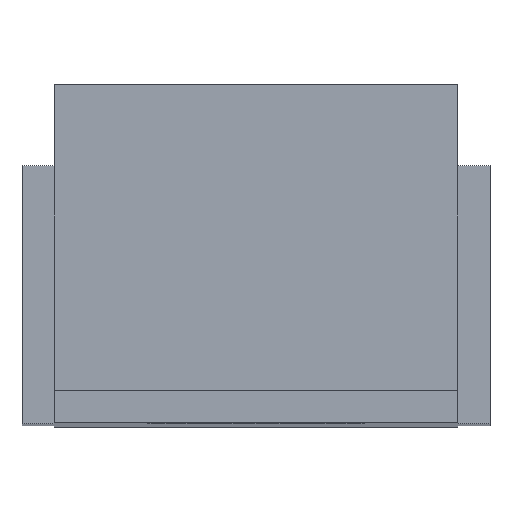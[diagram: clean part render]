
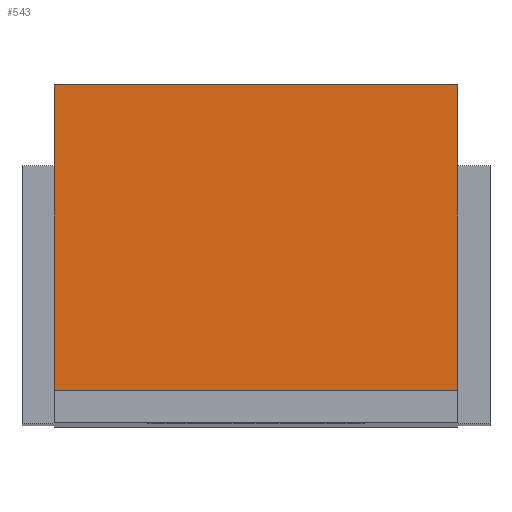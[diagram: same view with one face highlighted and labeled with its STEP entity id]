
A CAD part, top view. The second image highlights one B-rep face of the part: STEP entity #543.
In plain terms, the highlighted planar face has unit normal (0, 0, 1).
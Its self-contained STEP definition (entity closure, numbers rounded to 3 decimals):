
#55 = CARTESIAN_POINT ( 'NONE',  ( -2.5, 4.2, 7.7 ) ) ;
#69 = VERTEX_POINT ( 'NONE', #442 ) ;
#139 = DIRECTION ( 'NONE',  ( 0., -1., 0. ) ) ;
#199 = CARTESIAN_POINT ( 'NONE',  ( -2.5, 8.225, 7.7 ) ) ;
#203 = DIRECTION ( 'NONE',  ( 0., 0., -1. ) ) ;
#360 = AXIS2_PLACEMENT_3D ( 'NONE', #199, #203, #610 ) ;
#372 = LINE ( 'NONE', #1275, #1230 ) ;
#393 = DIRECTION ( 'NONE',  ( 1., 0., 0. ) ) ;
#422 = ORIENTED_EDGE ( 'NONE', *, *, #1198, .F. ) ;
#442 = CARTESIAN_POINT ( 'NONE',  ( 2.5, 4.2, 7.7 ) ) ;
#444 = CARTESIAN_POINT ( 'NONE',  ( 2.5, 0.4, 7.7 ) ) ;
#454 = ORIENTED_EDGE ( 'NONE', *, *, #921, .F. ) ;
#465 = EDGE_CURVE ( 'NONE', #977, #983, #508, .T. ) ;
#508 = LINE ( 'NONE', #835, #709 ) ;
#543 = ADVANCED_FACE ( 'NONE', ( #807 ), #819, .F. ) ;
#547 = CARTESIAN_POINT ( 'NONE',  ( 2.5, 8.225, 7.7 ) ) ;
#586 = VERTEX_POINT ( 'NONE', #721 ) ;
#610 = DIRECTION ( 'NONE',  ( -1., 0., 0. ) ) ;
#696 = DIRECTION ( 'NONE',  ( 1., 0., 0. ) ) ;
#709 = VECTOR ( 'NONE', #393, 1000. ) ;
#721 = CARTESIAN_POINT ( 'NONE',  ( -2.5, 4.2, 7.7 ) ) ;
#761 = DIRECTION ( 'NONE',  ( 0., -1., 0. ) ) ;
#807 = FACE_OUTER_BOUND ( 'NONE', #843, .T. ) ;
#819 = PLANE ( 'NONE',  #360 ) ;
#835 = CARTESIAN_POINT ( 'NONE',  ( -2.5, 0.4, 7.7 ) ) ;
#840 = VECTOR ( 'NONE', #761, 1000. ) ;
#843 = EDGE_LOOP ( 'NONE', ( #454, #422, #1312, #1036 ) ) ;
#882 = LINE ( 'NONE', #547, #840 ) ;
#921 = EDGE_CURVE ( 'NONE', #69, #983, #882, .T. ) ;
#977 = VERTEX_POINT ( 'NONE', #1281 ) ;
#983 = VERTEX_POINT ( 'NONE', #444 ) ;
#1027 = VECTOR ( 'NONE', #696, 1000. ) ;
#1036 = ORIENTED_EDGE ( 'NONE', *, *, #465, .T. ) ;
#1050 = EDGE_CURVE ( 'NONE', #586, #977, #372, .T. ) ;
#1198 = EDGE_CURVE ( 'NONE', #586, #69, #1305, .T. ) ;
#1230 = VECTOR ( 'NONE', #139, 1000. ) ;
#1275 = CARTESIAN_POINT ( 'NONE',  ( -2.5, 8.225, 7.7 ) ) ;
#1281 = CARTESIAN_POINT ( 'NONE',  ( -2.5, 0.4, 7.7 ) ) ;
#1305 = LINE ( 'NONE', #55, #1027 ) ;
#1312 = ORIENTED_EDGE ( 'NONE', *, *, #1050, .T. ) ;
